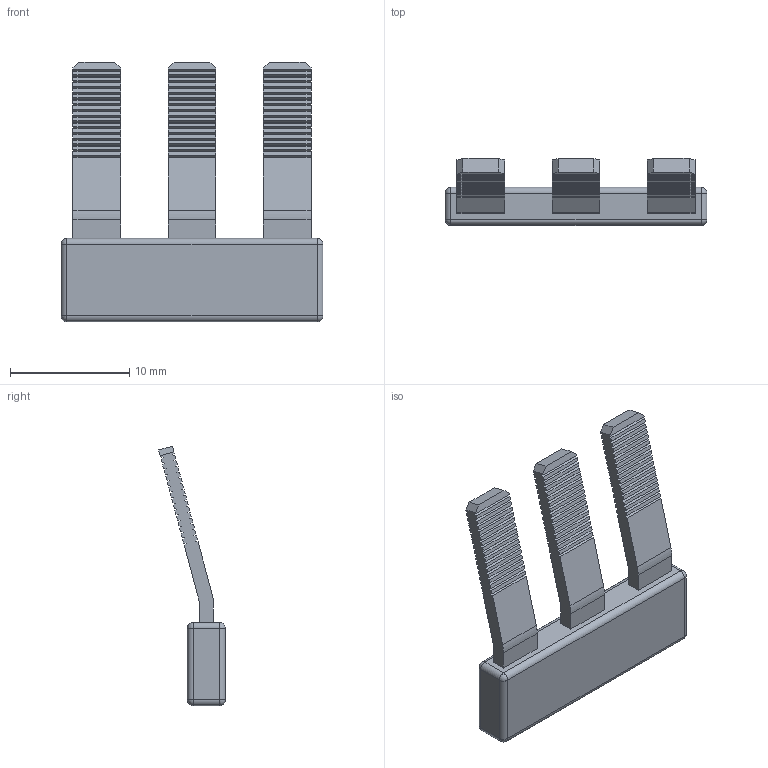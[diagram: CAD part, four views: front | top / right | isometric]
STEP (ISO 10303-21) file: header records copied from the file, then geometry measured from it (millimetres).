
FILE_DESCRIPTION (( 'STEP AP203' ), '1' );
FILE_NAME ('CA710_3.STEP', '2025-03-17T18:04:54', ( '' ), ( '' ), 'SwSTEP 2.0', 'SolidWorks 2022', '' );
FILE_SCHEMA (( 'CONFIG_CONTROL_DESIGN' ));
Length unit declared in the file: millimetre
Products named in the file (1): CA710_3
Bounding box: 22 x 5.6 x 21.8 mm (x, y, z)
Volume: 694.8 mm3; surface area: 1024.1 mm2
Topology: 1 solids, 1 shells, 344 faces, 1001 edges, 654 vertices
Faces by surface type: plane 321, cylinder 15, sphere 8
Entity records: 11132 total; most frequent: CARTESIAN_POINT 1992, ORIENTED_EDGE 1986, DIRECTION 1713, EDGE_CURVE 993, LINE 963, VECTOR 963, VERTEX_POINT 654, AXIS2_PLACEMENT_3D 375
